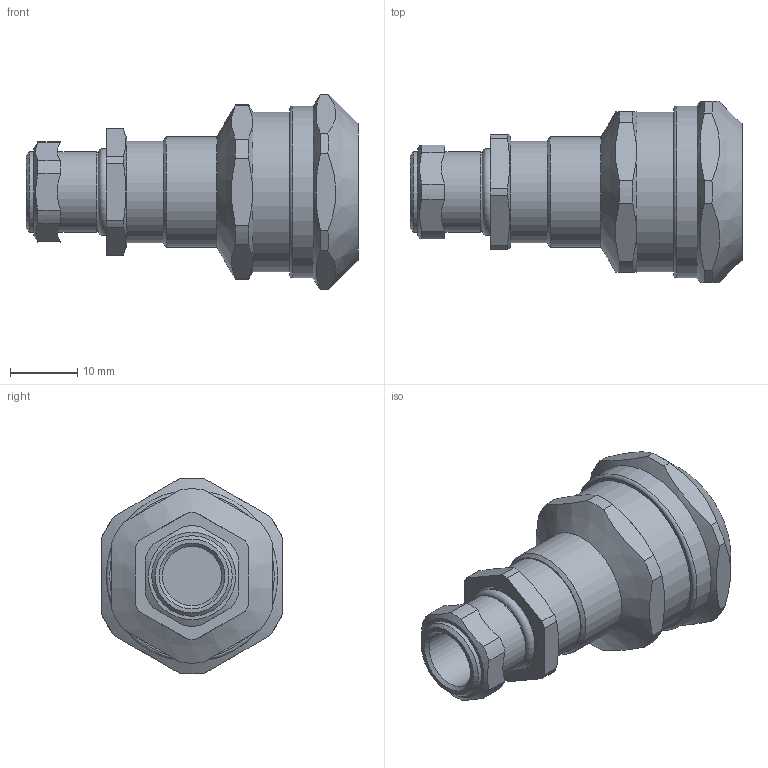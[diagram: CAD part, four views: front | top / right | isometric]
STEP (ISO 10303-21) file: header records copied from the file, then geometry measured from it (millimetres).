
FILE_DESCRIPTION(/* description */ ('','CAx-IF Rec.Pracs.---Representation and Presentation of Product Manufacturing Information (PMI)---4.0---2014-10-13'),/* implementation_level */ '2;1');
FILE_NAME(/* name */ 'ЗЭТАРУС ВК-M12-8-МР12.stp',/* time_stamp */ '2022-11-16T08:33:04+07:00',/* author */ ('zeta-09'),/* organization */ (''),/* preprocessor_version */ 'ST-DEVELOPER v18.1',/* originating_system */ 'Autodesk Inventor 2021',/* authorisation */ '');
FILE_SCHEMA (('AP242_MANAGED_MODEL_BASED_3D_ENGINEERING_MIM_LF { 1 0 10303 442 1 1 4 }'));
Length unit declared in the file: millimetre
Products named in the file (1): Деталь4
Bounding box: 49.53 x 27 x 29.18 mm (x, y, z)
Volume: 14197.8 mm3; surface area: 4918.5 mm2
Topology: 1 solids, 3 shells, 87 faces, 214 edges, 141 vertices
Faces by surface type: plane 43, cylinder 26, cone 12, bspline 3, torus 3
Full cylindrical faces by diameter (mm): 8.8 x1, 12 x2, 15.2 x1, 16.5 x1, 18 x1, 23.8 x1, 25.6 x1
Entity records: 2803 total; most frequent: CARTESIAN_POINT 624, ORIENTED_EDGE 426, DIRECTION 425, EDGE_CURVE 214, AXIS2_PLACEMENT_3D 175, VERTEX_POINT 141, EDGE_LOOP 97, STYLED_ITEM 87
